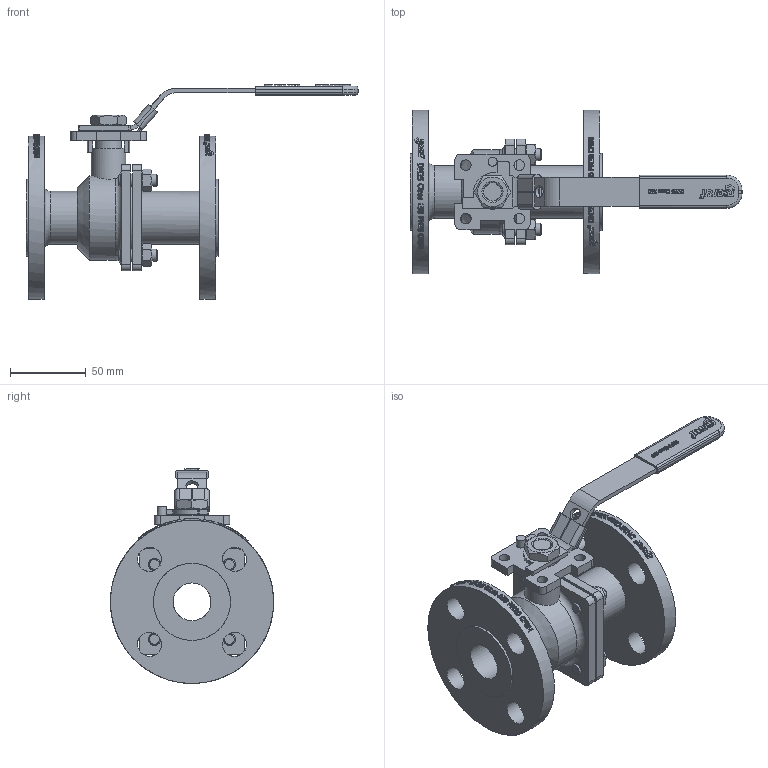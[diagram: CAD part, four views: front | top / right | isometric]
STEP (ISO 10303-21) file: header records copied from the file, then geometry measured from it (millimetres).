
FILE_DESCRIPTION(('HOOPS Exchange Step'),'2;1');
FILE_NAME('FK0601_DN25.stp','2025-08-04T13:41:08+02:00',('nieru'),('Unknown organisation'),'HOOPS Exchange 2024.2','HOOPS Exchange','Unknown authorisation');
FILE_SCHEMA( ('AP203_CONFIGURATION_CONTROLLED_3D_DESIGN_OF_MECHANICAL_PARTS_AND_ASSEMBLIES_MIM_LF') );
Length unit declared in the file: millimetre
Products named in the file (2): 0; root
Assembly tree (1 placements, depth 2):
  root
    0
Bounding box: 219.6 x 108 x 142.2 mm (x, y, z)
Volume: 0 mm3; surface area: 103587.2 mm2
Topology: 1 solids, 2 shells, 1563 faces, 4405 edges, 2953 vertices
Faces by surface type: bspline 790, plane 561, cylinder 179, cone 26, torus 7
Full cylindrical faces by diameter (mm): 6 x1, 7 x4, 8 x14, 16 x8, 17 x1, 23 x2, 25 x1, 35 x2, 51 x2, 52 x1, 56 x1, 108 x2
Entity records: 96007 total; most frequent: CARTESIAN_POINT 61262, ORIENTED_EDGE 8800, EDGE_CURVE 4403, DIRECTION 3879, VERTEX_POINT 2953, B_SPLINE_CURVE_WITH_KNOTS 2394, EDGE_LOOP 1718, FACE_BOUND 1718
